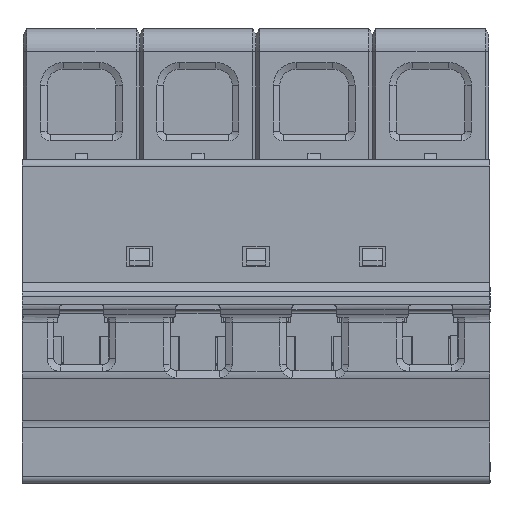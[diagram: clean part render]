
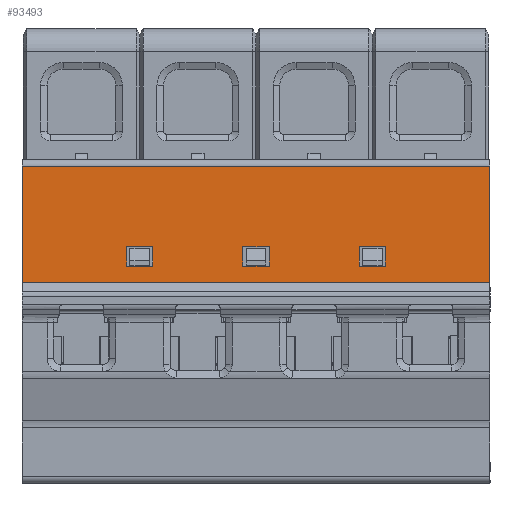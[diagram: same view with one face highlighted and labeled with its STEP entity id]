
A CAD part, left-side view. The second image highlights one B-rep face of the part: STEP entity #93493.
In plain terms, the highlighted planar face has unit normal (-1, 0, 0).
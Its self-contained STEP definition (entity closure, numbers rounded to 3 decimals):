
#320=DIRECTION('',(0.,0.,1.));
#321=VECTOR('',#320,17.8);
#322=CARTESIAN_POINT('',(0.,0.,25.2));
#323=LINE('',#322,#321);
#4613=DIRECTION('',(0.,0.,1.));
#4614=VECTOR('',#4613,17.8);
#4615=CARTESIAN_POINT('',(0.,71.6,25.2));
#4616=LINE('',#4615,#4614);
#4617=DIRECTION('',(0.,0.,1.));
#4618=VECTOR('',#4617,3.);
#4619=CARTESIAN_POINT('',(0.,33.8,27.7));
#4620=LINE('',#4619,#4618);
#4621=DIRECTION('',(0.,1.,0.));
#4622=VECTOR('',#4621,4.);
#4623=CARTESIAN_POINT('',(0.,33.8,30.7));
#4624=LINE('',#4623,#4622);
#4625=DIRECTION('',(0.,0.,-1.));
#4626=VECTOR('',#4625,3.);
#4627=CARTESIAN_POINT('',(0.,37.8,30.7));
#4628=LINE('',#4627,#4626);
#4629=DIRECTION('',(0.,-1.,0.));
#4630=VECTOR('',#4629,4.);
#4631=CARTESIAN_POINT('',(0.,37.8,27.7));
#4632=LINE('',#4631,#4630);
#4633=DIRECTION('',(0.,1.,0.));
#4634=VECTOR('',#4633,4.);
#4635=CARTESIAN_POINT('',(0.,16.,30.7));
#4636=LINE('',#4635,#4634);
#4637=DIRECTION('',(0.,0.,-1.));
#4638=VECTOR('',#4637,3.);
#4639=CARTESIAN_POINT('',(0.,20.,30.7));
#4640=LINE('',#4639,#4638);
#4641=DIRECTION('',(0.,0.,-1.));
#4642=VECTOR('',#4641,3.);
#4643=CARTESIAN_POINT('',(0.,55.6,30.7));
#4644=LINE('',#4643,#4642);
#4645=DIRECTION('',(0.,-1.,0.));
#4646=VECTOR('',#4645,4.);
#4647=CARTESIAN_POINT('',(0.,55.6,27.7));
#4648=LINE('',#4647,#4646);
#4649=DIRECTION('',(0.,1.,0.));
#4650=VECTOR('',#4649,71.6);
#4651=CARTESIAN_POINT('',(0.,0.,43.));
#4652=LINE('',#4651,#4650);
#15674=DIRECTION('',(0.,1.,0.));
#15675=VECTOR('',#15674,71.6);
#15676=CARTESIAN_POINT('',(0.,0.,25.2));
#15677=LINE('',#15676,#15675);
#30374=DIRECTION('',(0.,-1.,0.));
#30375=VECTOR('',#30374,4.);
#30376=CARTESIAN_POINT('',(0.,55.6,30.7));
#30377=LINE('',#30376,#30375);
#30390=DIRECTION('',(0.,0.,-1.));
#30391=VECTOR('',#30390,3.);
#30392=CARTESIAN_POINT('',(0.,51.6,30.7));
#30393=LINE('',#30392,#30391);
#31244=DIRECTION('',(0.,1.,0.));
#31245=VECTOR('',#31244,4.);
#31246=CARTESIAN_POINT('',(0.,16.,27.7));
#31247=LINE('',#31246,#31245);
#31252=DIRECTION('',(0.,0.,-1.));
#31253=VECTOR('',#31252,3.);
#31254=CARTESIAN_POINT('',(0.,16.,30.7));
#31255=LINE('',#31254,#31253);
#80397=CARTESIAN_POINT('',(0.,0.,43.));
#80399=VERTEX_POINT('',#80397);
#81281=CARTESIAN_POINT('',(0.,71.6,43.));
#81282=VERTEX_POINT('',#81281);
#82341=CARTESIAN_POINT('',(0.,33.8,27.7));
#82342=CARTESIAN_POINT('',(0.,33.8,30.7));
#82343=VERTEX_POINT('',#82341);
#82344=VERTEX_POINT('',#82342);
#82345=CARTESIAN_POINT('',(0.,37.8,30.7));
#82346=VERTEX_POINT('',#82345);
#82347=CARTESIAN_POINT('',(0.,37.8,27.7));
#82348=VERTEX_POINT('',#82347);
#82349=CARTESIAN_POINT('',(0.,16.,30.7));
#82350=CARTESIAN_POINT('',(0.,16.,27.7));
#82351=VERTEX_POINT('',#82349);
#82352=VERTEX_POINT('',#82350);
#82353=CARTESIAN_POINT('',(0.,20.,30.7));
#82354=VERTEX_POINT('',#82353);
#82355=CARTESIAN_POINT('',(0.,20.,27.7));
#82356=VERTEX_POINT('',#82355);
#82357=CARTESIAN_POINT('',(0.,55.6,30.7));
#82358=CARTESIAN_POINT('',(0.,55.6,27.7));
#82359=VERTEX_POINT('',#82357);
#82360=VERTEX_POINT('',#82358);
#82361=CARTESIAN_POINT('',(0.,51.6,27.7));
#82362=VERTEX_POINT('',#82361);
#82363=CARTESIAN_POINT('',(0.,51.6,30.7));
#82364=VERTEX_POINT('',#82363);
#85079=CARTESIAN_POINT('',(0.,0.,25.2));
#85080=CARTESIAN_POINT('',(0.,71.6,25.2));
#85081=VERTEX_POINT('',#85079);
#85082=VERTEX_POINT('',#85080);
#93450=CARTESIAN_POINT('',(0.,35.8,-5.5));
#93451=DIRECTION('',(-1.,0.,0.));
#93452=DIRECTION('',(0.,0.,1.));
#93453=AXIS2_PLACEMENT_3D('',#93450,#93451,#93452);
#93454=PLANE('',#93453);
#93455=ORIENTED_EDGE('',*,*,#92554,.T.);
#93457=ORIENTED_EDGE('',*,*,#93456,.F.);
#93458=ORIENTED_EDGE('',*,*,#90905,.F.);
#93460=ORIENTED_EDGE('',*,*,#93459,.T.);
#93461=EDGE_LOOP('',(#93455,#93457,#93458,#93460));
#93462=FACE_OUTER_BOUND('',#93461,.F.);
#93464=ORIENTED_EDGE('',*,*,#93463,.T.);
#93466=ORIENTED_EDGE('',*,*,#93465,.T.);
#93468=ORIENTED_EDGE('',*,*,#93467,.T.);
#93470=ORIENTED_EDGE('',*,*,#93469,.T.);
#93471=EDGE_LOOP('',(#93464,#93466,#93468,#93470));
#93472=FACE_BOUND('',#93471,.F.);
#93474=ORIENTED_EDGE('',*,*,#93473,.F.);
#93476=ORIENTED_EDGE('',*,*,#93475,.T.);
#93478=ORIENTED_EDGE('',*,*,#93477,.T.);
#93480=ORIENTED_EDGE('',*,*,#93479,.F.);
#93481=EDGE_LOOP('',(#93474,#93476,#93478,#93480));
#93482=FACE_BOUND('',#93481,.F.);
#93484=ORIENTED_EDGE('',*,*,#93483,.T.);
#93486=ORIENTED_EDGE('',*,*,#93485,.T.);
#93488=ORIENTED_EDGE('',*,*,#93487,.F.);
#93490=ORIENTED_EDGE('',*,*,#93489,.F.);
#93491=EDGE_LOOP('',(#93484,#93486,#93488,#93490));
#93492=FACE_BOUND('',#93491,.F.);
#93493=ADVANCED_FACE('',(#93462,#93472,#93482,#93492),#93454,.T.);
#90905=EDGE_CURVE('',#85081,#80399,#323,.T.);
#92554=EDGE_CURVE('',#85082,#81282,#4616,.T.);
#93456=EDGE_CURVE('',#80399,#81282,#4652,.T.);
#93459=EDGE_CURVE('',#85081,#85082,#15677,.T.);
#93463=EDGE_CURVE('',#82343,#82344,#4620,.T.);
#93465=EDGE_CURVE('',#82344,#82346,#4624,.T.);
#93467=EDGE_CURVE('',#82346,#82348,#4628,.T.);
#93469=EDGE_CURVE('',#82348,#82343,#4632,.T.);
#93473=EDGE_CURVE('',#82351,#82352,#31255,.T.);
#93475=EDGE_CURVE('',#82351,#82354,#4636,.T.);
#93477=EDGE_CURVE('',#82354,#82356,#4640,.T.);
#93479=EDGE_CURVE('',#82352,#82356,#31247,.T.);
#93483=EDGE_CURVE('',#82359,#82360,#4644,.T.);
#93485=EDGE_CURVE('',#82360,#82362,#4648,.T.);
#93487=EDGE_CURVE('',#82364,#82362,#30393,.T.);
#93489=EDGE_CURVE('',#82359,#82364,#30377,.T.);
